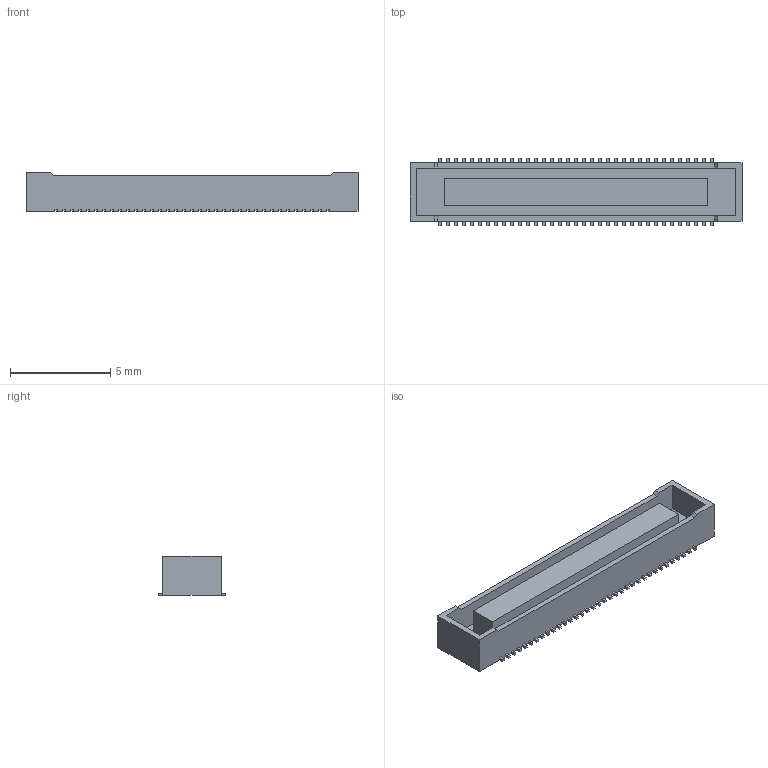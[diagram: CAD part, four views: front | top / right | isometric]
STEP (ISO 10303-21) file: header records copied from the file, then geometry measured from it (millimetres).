
FILE_DESCRIPTION (( 'STEP AP214' ), '1' );
FILE_NAME ('HIROSE_HIROSE_DF40C(2.0)-70DS-0.4V(51).STEP', '2022-01-31T20:08:50', ( '' ), ( '' ), 'SwSTEP 2.0', 'SolidWorks 2019', '' );
FILE_SCHEMA (( 'AUTOMOTIVE_DESIGN' ));
Length unit declared in the file: millimetre
Products named in the file (1): HIROSE_HIROSE_DF40C(2.0)-70DS-0.4V(51)
Bounding box: 16.6 x 3.38 x 1.95 mm (x, y, z)
Volume: 62.2 mm3; surface area: 263.9 mm2
Topology: 1 solids, 1 shells, 303 faces, 900 edges, 600 vertices
Faces by surface type: plane 303
Entity records: 13301 total; most frequent: CARTESIAN_POINT 1804, ORIENTED_EDGE 1800, DIRECTION 1508, VECTOR 900, LINE 900, EDGE_CURVE 900, VERTEX_POINT 600, UNCERTAINTY_MEASURE_WITH_UNIT 306
